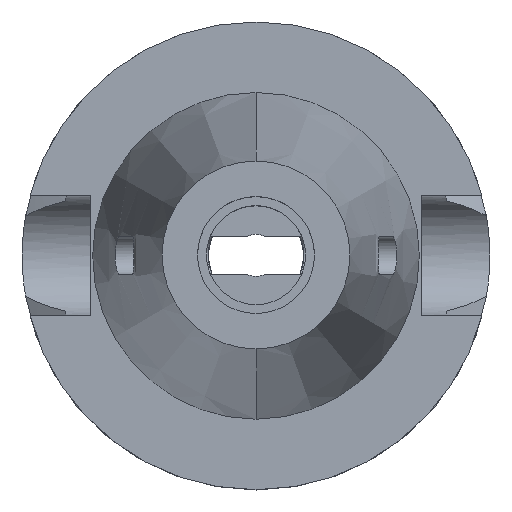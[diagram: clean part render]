
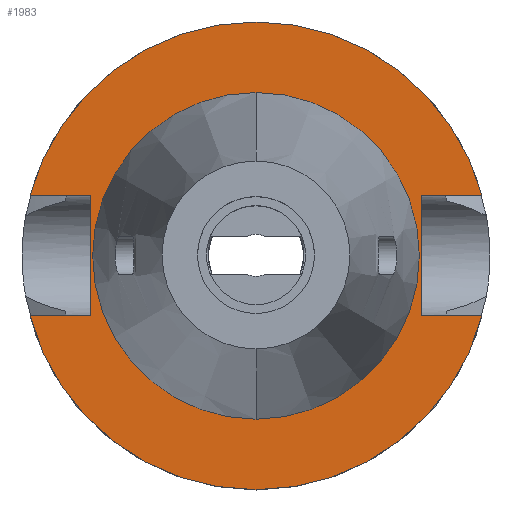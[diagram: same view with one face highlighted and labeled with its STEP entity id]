
A CAD part, top view. The second image highlights one B-rep face of the part: STEP entity #1983.
In plain terms, the highlighted planar face has unit normal (0, 0, 1).
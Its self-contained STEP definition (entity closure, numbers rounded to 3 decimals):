
#484=DIRECTION('',(0.,1.,0.));
#485=VECTOR('',#484,25.7);
#486=CARTESIAN_POINT('',(-35.4,-12.85,-1.5));
#487=LINE('',#486,#485);
#491=DIRECTION('',(-1.,0.,0.));
#492=VECTOR('',#491,12.921);
#493=CARTESIAN_POINT('',(-35.4,12.85,-1.5));
#494=LINE('',#493,#492);
#498=CARTESIAN_POINT('',(0.,0.,-1.5));
#499=DIRECTION('',(0.,0.,-1.));
#500=DIRECTION('',(-0.966,0.257,0.));
#501=AXIS2_PLACEMENT_3D('',#498,#499,#500);
#506=CARTESIAN_POINT('',(0.,0.,-1.5));
#507=DIRECTION('',(0.,0.,-1.));
#508=DIRECTION('',(0.,1.,0.));
#509=AXIS2_PLACEMENT_3D('',#506,#507,#508);
#514=DIRECTION('',(0.,-1.,0.));
#515=VECTOR('',#514,25.7);
#516=CARTESIAN_POINT('',(35.4,12.85,-1.5));
#517=LINE('',#516,#515);
#521=DIRECTION('',(1.,0.,0.));
#522=VECTOR('',#521,12.921);
#523=CARTESIAN_POINT('',(35.4,-12.85,-1.5));
#524=LINE('',#523,#522);
#528=CARTESIAN_POINT('',(0.,0.,-1.5));
#529=DIRECTION('',(0.,0.,-1.));
#530=DIRECTION('',(0.966,-0.257,0.));
#531=AXIS2_PLACEMENT_3D('',#528,#529,#530);
#536=CARTESIAN_POINT('',(0.,0.,-1.5));
#537=DIRECTION('',(0.,0.,-1.));
#538=DIRECTION('',(0.,-1.,0.));
#539=AXIS2_PLACEMENT_3D('',#536,#537,#538);
#544=CARTESIAN_POINT('',(0.,0.,-1.5));
#545=DIRECTION('',(0.,0.,1.));
#546=DIRECTION('',(0.,-1.,0.));
#547=AXIS2_PLACEMENT_3D('',#544,#545,#546);
#552=CARTESIAN_POINT('',(0.,0.,-1.5));
#553=DIRECTION('',(0.,0.,1.));
#554=DIRECTION('',(0.,1.,0.));
#555=AXIS2_PLACEMENT_3D('',#552,#553,#554);
#590=DIRECTION('',(-1.,0.,0.));
#591=VECTOR('',#590,12.921);
#592=CARTESIAN_POINT('',(-35.4,-12.85,-1.5));
#593=LINE('',#592,#591);
#1268=DIRECTION('',(1.,0.,0.));
#1269=VECTOR('',#1268,12.921);
#1270=CARTESIAN_POINT('',(35.4,12.85,-1.5));
#1271=LINE('',#1270,#1269);
#1514=CARTESIAN_POINT('',(0.,34.925,-1.5));
#1515=VERTEX_POINT('',#1514);
#1516=CARTESIAN_POINT('',(0.,-34.925,-1.5));
#1517=VERTEX_POINT('',#1516);
#1518=CARTESIAN_POINT('',(-35.4,-12.85,-1.5));
#1519=CARTESIAN_POINT('',(-35.4,12.85,-1.5));
#1520=VERTEX_POINT('',#1518);
#1521=VERTEX_POINT('',#1519);
#1522=CARTESIAN_POINT('',(-48.321,12.85,-1.5));
#1523=VERTEX_POINT('',#1522);
#1524=CARTESIAN_POINT('',(0.,50.,-1.5));
#1525=CARTESIAN_POINT('',(48.321,12.85,-1.5));
#1526=VERTEX_POINT('',#1524);
#1527=VERTEX_POINT('',#1525);
#1528=CARTESIAN_POINT('',(35.4,12.85,-1.5));
#1529=VERTEX_POINT('',#1528);
#1530=CARTESIAN_POINT('',(35.4,-12.85,-1.5));
#1531=VERTEX_POINT('',#1530);
#1532=CARTESIAN_POINT('',(48.321,-12.85,-1.5));
#1533=VERTEX_POINT('',#1532);
#1534=CARTESIAN_POINT('',(0.,-50.,-1.5));
#1535=CARTESIAN_POINT('',(-48.321,-12.85,-1.5));
#1536=VERTEX_POINT('',#1534);
#1537=VERTEX_POINT('',#1535);
#1952=CARTESIAN_POINT('',(0.,0.,-1.5));
#1953=DIRECTION('',(0.,0.,-1.));
#1954=DIRECTION('',(0.,-1.,0.));
#1955=AXIS2_PLACEMENT_3D('',#1952,#1953,#1954);
#1956=PLANE('',#1955);
#1958=ORIENTED_EDGE('',*,*,#1957,.T.);
#1960=ORIENTED_EDGE('',*,*,#1959,.T.);
#1962=ORIENTED_EDGE('',*,*,#1961,.T.);
#1964=ORIENTED_EDGE('',*,*,#1963,.T.);
#1966=ORIENTED_EDGE('',*,*,#1965,.F.);
#1968=ORIENTED_EDGE('',*,*,#1967,.T.);
#1970=ORIENTED_EDGE('',*,*,#1969,.T.);
#1972=ORIENTED_EDGE('',*,*,#1971,.T.);
#1974=ORIENTED_EDGE('',*,*,#1973,.T.);
#1976=ORIENTED_EDGE('',*,*,#1975,.F.);
#1977=EDGE_LOOP('',(#1958,#1960,#1962,#1964,#1966,#1968,#1970,#1972,#1974,
#1976));
#1978=FACE_OUTER_BOUND('',#1977,.F.);
#1979=ORIENTED_EDGE('',*,*,#1945,.T.);
#1980=ORIENTED_EDGE('',*,*,#1934,.T.);
#1981=EDGE_LOOP('',(#1979,#1980));
#1982=FACE_BOUND('',#1981,.F.);
#502=CIRCLE('',#501,50.);
#510=CIRCLE('',#509,50.);
#532=CIRCLE('',#531,50.);
#540=CIRCLE('',#539,50.);
#548=CIRCLE('',#547,34.925);
#556=CIRCLE('',#555,34.925);
#1934=EDGE_CURVE('',#1515,#1517,#556,.T.);
#1945=EDGE_CURVE('',#1517,#1515,#548,.T.);
#1957=EDGE_CURVE('',#1520,#1521,#487,.T.);
#1959=EDGE_CURVE('',#1521,#1523,#494,.T.);
#1961=EDGE_CURVE('',#1523,#1526,#502,.T.);
#1963=EDGE_CURVE('',#1526,#1527,#510,.T.);
#1965=EDGE_CURVE('',#1529,#1527,#1271,.T.);
#1967=EDGE_CURVE('',#1529,#1531,#517,.T.);
#1969=EDGE_CURVE('',#1531,#1533,#524,.T.);
#1971=EDGE_CURVE('',#1533,#1536,#532,.T.);
#1973=EDGE_CURVE('',#1536,#1537,#540,.T.);
#1975=EDGE_CURVE('',#1520,#1537,#593,.T.);
#1983=ADVANCED_FACE('',(#1978,#1982),#1956,.F.);
